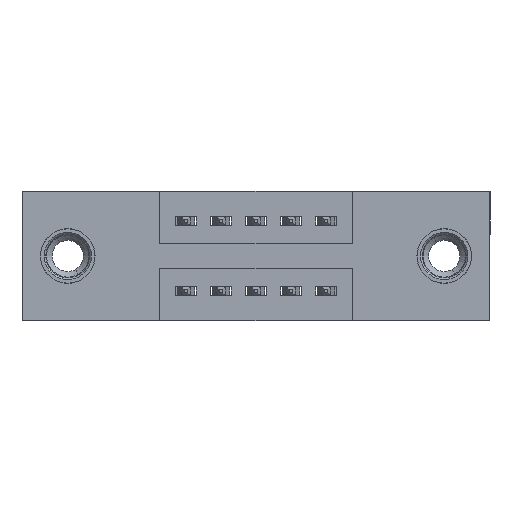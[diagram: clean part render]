
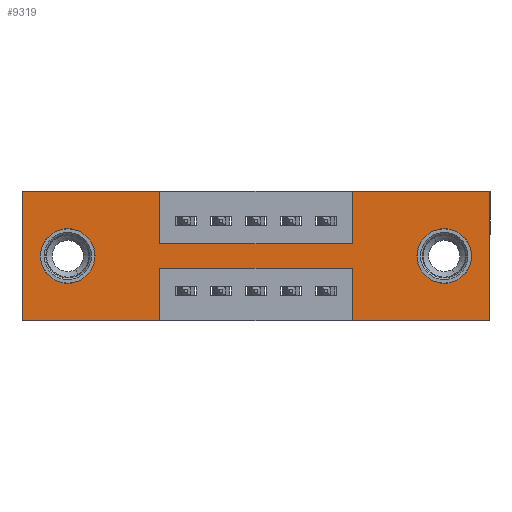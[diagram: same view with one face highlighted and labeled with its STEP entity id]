
A CAD part, front view. The second image highlights one B-rep face of the part: STEP entity #9319.
In plain terms, the highlighted planar face has unit normal (0, -1, 0).
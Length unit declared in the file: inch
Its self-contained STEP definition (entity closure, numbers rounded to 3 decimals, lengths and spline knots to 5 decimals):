
#30 = ORIENTED_EDGE ( 'NONE', *, *, #815, .F. ) ;
#55 = CARTESIAN_POINT ( 'NONE',  ( 0., 0., 0. ) ) ;
#125 = CIRCLE ( 'NONE', #10184, 0.078 ) ;
#311 = CARTESIAN_POINT ( 'NONE',  ( 0.3925, 0., -0.22 ) ) ;
#402 = EDGE_CURVE ( 'NONE', #2162, #7671, #6811, .T. ) ;
#519 = VECTOR ( 'NONE', #7166, 39.37008 ) ;
#527 = VECTOR ( 'NONE', #2787, 39.37008 ) ;
#579 = DIRECTION ( 'NONE',  ( 0., 0., 1. ) ) ;
#628 = ORIENTED_EDGE ( 'NONE', *, *, #4764, .F. ) ;
#659 = CIRCLE ( 'NONE', #1666, 0.078 ) ;
#762 = CARTESIAN_POINT ( 'NONE',  ( 0.13, 0., -0.185 ) ) ;
#799 = LINE ( 'NONE', #6033, #8846 ) ;
#815 = EDGE_CURVE ( 'NONE', #1500, #2162, #3603, .T. ) ;
#827 = DIRECTION ( 'NONE',  ( 0., 0., 1. ) ) ;
#944 = EDGE_LOOP ( 'NONE', ( #3609, #628, #3287, #6226, #6419, #3541, #10973, #5308, #30, #7718, #5238, #2653 ) ) ;
#951 = CARTESIAN_POINT ( 'NONE',  ( 0.3925, 0., -0.22 ) ) ;
#1260 = DIRECTION ( 'NONE',  ( 0., -1., 0. ) ) ;
#1420 = DIRECTION ( 'NONE',  ( 0., 0., -1. ) ) ;
#1458 = CARTESIAN_POINT ( 'NONE',  ( 1.205, 0., -0.107 ) ) ;
#1500 = VERTEX_POINT ( 'NONE', #4990 ) ;
#1611 = CARTESIAN_POINT ( 'NONE',  ( 0.3925, 0., -0.15 ) ) ;
#1666 = AXIS2_PLACEMENT_3D ( 'NONE', #4781, #8263, #579 ) ;
#1792 = CIRCLE ( 'NONE', #3299, 0.078 ) ;
#1882 = CARTESIAN_POINT ( 'NONE',  ( 1.205, 0., -0.185 ) ) ;
#1918 = DIRECTION ( 'NONE',  ( 1., 0., 0. ) ) ;
#1960 = VERTEX_POINT ( 'NONE', #10852 ) ;
#1998 = DIRECTION ( 'NONE',  ( 0., 0., 1. ) ) ;
#2027 = VERTEX_POINT ( 'NONE', #6656 ) ;
#2162 = VERTEX_POINT ( 'NONE', #10944 ) ;
#2400 = CARTESIAN_POINT ( 'NONE',  ( 1.205, 0., -0.263 ) ) ;
#2417 = EDGE_CURVE ( 'NONE', #5587, #1500, #11053, .T. ) ;
#2433 = VERTEX_POINT ( 'NONE', #3501 ) ;
#2477 = VECTOR ( 'NONE', #8633, 39.37008 ) ;
#2524 = LINE ( 'NONE', #9843, #6427 ) ;
#2626 = FACE_BOUND ( 'NONE', #8673, .T. ) ;
#2653 = ORIENTED_EDGE ( 'NONE', *, *, #6352, .F. ) ;
#2739 = DIRECTION ( 'NONE',  ( -1., 0., 0. ) ) ;
#2742 = CARTESIAN_POINT ( 'NONE',  ( 0., 0., -0.37 ) ) ;
#2787 = DIRECTION ( 'NONE',  ( -1., 0., 0. ) ) ;
#3094 = DIRECTION ( 'NONE',  ( 0., 0., -1. ) ) ;
#3129 = DIRECTION ( 'NONE',  ( 0., 0., -1. ) ) ;
#3138 = VERTEX_POINT ( 'NONE', #311 ) ;
#3209 = EDGE_CURVE ( 'NONE', #9003, #9065, #1792, .T. ) ;
#3287 = ORIENTED_EDGE ( 'NONE', *, *, #7321, .F. ) ;
#3299 = AXIS2_PLACEMENT_3D ( 'NONE', #7476, #10053, #1420 ) ;
#3501 = CARTESIAN_POINT ( 'NONE',  ( 0.9425, 0., -0.37 ) ) ;
#3541 = ORIENTED_EDGE ( 'NONE', *, *, #7731, .F. ) ;
#3603 = LINE ( 'NONE', #3667, #6413 ) ;
#3609 = ORIENTED_EDGE ( 'NONE', *, *, #9864, .F. ) ;
#3626 = LINE ( 'NONE', #2742, #527 ) ;
#3640 = VERTEX_POINT ( 'NONE', #7699 ) ;
#3667 = CARTESIAN_POINT ( 'NONE',  ( 0.3925, 0., 0. ) ) ;
#3858 = VERTEX_POINT ( 'NONE', #11046 ) ;
#3919 = AXIS2_PLACEMENT_3D ( 'NONE', #9818, #1260, #3094 ) ;
#4102 = DIRECTION ( 'NONE',  ( 0., 1., 0. ) ) ;
#4104 = FACE_OUTER_BOUND ( 'NONE', #944, .T. ) ;
#4160 = CARTESIAN_POINT ( 'NONE',  ( 0., 0., 0. ) ) ;
#4549 = VECTOR ( 'NONE', #10157, 39.37008 ) ;
#4735 = DIRECTION ( 'NONE',  ( 0., 0., 1. ) ) ;
#4764 = EDGE_CURVE ( 'NONE', #6170, #3138, #5917, .T. ) ;
#4781 = CARTESIAN_POINT ( 'NONE',  ( 0.13, 0., -0.185 ) ) ;
#4990 = CARTESIAN_POINT ( 'NONE',  ( 0.3925, 0., 0. ) ) ;
#5224 = CARTESIAN_POINT ( 'NONE',  ( 0.9425, 0., -0.22 ) ) ;
#5238 = ORIENTED_EDGE ( 'NONE', *, *, #6338, .F. ) ;
#5308 = ORIENTED_EDGE ( 'NONE', *, *, #402, .F. ) ;
#5330 = CARTESIAN_POINT ( 'NONE',  ( 0., 0., -0.37 ) ) ;
#5427 = VECTOR ( 'NONE', #1918, 39.37008 ) ;
#5475 = ORIENTED_EDGE ( 'NONE', *, *, #7279, .T. ) ;
#5587 = VERTEX_POINT ( 'NONE', #4160 ) ;
#5676 = VECTOR ( 'NONE', #3129, 39.37008 ) ;
#5729 = CARTESIAN_POINT ( 'NONE',  ( 1.335, 0., 0. ) ) ;
#5917 = LINE ( 'NONE', #951, #7257 ) ;
#5945 = VERTEX_POINT ( 'NONE', #5729 ) ;
#6033 = CARTESIAN_POINT ( 'NONE',  ( 0.9425, 0., -0.37 ) ) ;
#6170 = VERTEX_POINT ( 'NONE', #5224 ) ;
#6226 = ORIENTED_EDGE ( 'NONE', *, *, #8883, .F. ) ;
#6251 = LINE ( 'NONE', #5330, #7848 ) ;
#6338 = EDGE_CURVE ( 'NONE', #9800, #5587, #8730, .T. ) ;
#6352 = EDGE_CURVE ( 'NONE', #8789, #9800, #3626, .T. ) ;
#6413 = VECTOR ( 'NONE', #7052, 39.37008 ) ;
#6419 = ORIENTED_EDGE ( 'NONE', *, *, #10194, .F. ) ;
#6427 = VECTOR ( 'NONE', #4735, 39.37008 ) ;
#6591 = EDGE_CURVE ( 'NONE', #2027, #3640, #659, .T. ) ;
#6656 = CARTESIAN_POINT ( 'NONE',  ( 0.13, 0., -0.263 ) ) ;
#6752 = DIRECTION ( 'NONE',  ( 0., 0., 1. ) ) ;
#6811 = LINE ( 'NONE', #1611, #4549 ) ;
#6936 = CARTESIAN_POINT ( 'NONE',  ( 0., 0., -0.37 ) ) ;
#7052 = DIRECTION ( 'NONE',  ( 0., 0., -1. ) ) ;
#7076 = EDGE_LOOP ( 'NONE', ( #9499, #10641 ) ) ;
#7127 = CARTESIAN_POINT ( 'NONE',  ( 0., 0., 0. ) ) ;
#7135 = EDGE_CURVE ( 'NONE', #7671, #1960, #2524, .T. ) ;
#7144 = LINE ( 'NONE', #10755, #5676 ) ;
#7166 = DIRECTION ( 'NONE',  ( 1., 0., 0. ) ) ;
#7257 = VECTOR ( 'NONE', #2739, 39.37008 ) ;
#7279 = EDGE_CURVE ( 'NONE', #3640, #2027, #125, .T. ) ;
#7321 = EDGE_CURVE ( 'NONE', #2433, #6170, #799, .T. ) ;
#7423 = CARTESIAN_POINT ( 'NONE',  ( 0.9425, 0., -0.15 ) ) ;
#7476 = CARTESIAN_POINT ( 'NONE',  ( 1.205, 0., -0.185 ) ) ;
#7541 = CARTESIAN_POINT ( 'NONE',  ( 0.3925, 0., -0.37 ) ) ;
#7671 = VERTEX_POINT ( 'NONE', #7423 ) ;
#7699 = CARTESIAN_POINT ( 'NONE',  ( 0.13, 0., -0.107 ) ) ;
#7718 = ORIENTED_EDGE ( 'NONE', *, *, #2417, .F. ) ;
#7731 = EDGE_CURVE ( 'NONE', #1960, #5945, #10273, .T. ) ;
#7775 = ORIENTED_EDGE ( 'NONE', *, *, #6591, .T. ) ;
#7848 = VECTOR ( 'NONE', #10609, 39.37008 ) ;
#7940 = DIRECTION ( 'NONE',  ( 0., 1., 0. ) ) ;
#8140 = PLANE ( 'NONE',  #3919 ) ;
#8258 = EDGE_CURVE ( 'NONE', #9065, #9003, #8282, .T. ) ;
#8263 = DIRECTION ( 'NONE',  ( 0., 1., 0. ) ) ;
#8282 = CIRCLE ( 'NONE', #9485, 0.078 ) ;
#8633 = DIRECTION ( 'NONE',  ( 0., 0., -1. ) ) ;
#8673 = EDGE_LOOP ( 'NONE', ( #5475, #7775 ) ) ;
#8730 = LINE ( 'NONE', #7127, #10725 ) ;
#8789 = VERTEX_POINT ( 'NONE', #7541 ) ;
#8846 = VECTOR ( 'NONE', #827, 39.37008 ) ;
#8883 = EDGE_CURVE ( 'NONE', #3858, #2433, #6251, .T. ) ;
#9003 = VERTEX_POINT ( 'NONE', #2400 ) ;
#9065 = VERTEX_POINT ( 'NONE', #1458 ) ;
#9319 = ADVANCED_FACE ( 'NONE', ( #10519, #2626, #4104 ), #8140, .T. ) ;
#9422 = LINE ( 'NONE', #9480, #2477 ) ;
#9480 = CARTESIAN_POINT ( 'NONE',  ( 0.3925, 0., -0.37 ) ) ;
#9485 = AXIS2_PLACEMENT_3D ( 'NONE', #1882, #7940, #9732 ) ;
#9499 = ORIENTED_EDGE ( 'NONE', *, *, #8258, .T. ) ;
#9732 = DIRECTION ( 'NONE',  ( 0., 0., -1. ) ) ;
#9800 = VERTEX_POINT ( 'NONE', #6936 ) ;
#9818 = CARTESIAN_POINT ( 'NONE',  ( 0., 0., -0.37 ) ) ;
#9843 = CARTESIAN_POINT ( 'NONE',  ( 0.9425, 0., 0. ) ) ;
#9864 = EDGE_CURVE ( 'NONE', #3138, #8789, #9422, .T. ) ;
#10053 = DIRECTION ( 'NONE',  ( 0., 1., 0. ) ) ;
#10157 = DIRECTION ( 'NONE',  ( 1., 0., 0. ) ) ;
#10184 = AXIS2_PLACEMENT_3D ( 'NONE', #762, #4102, #6752 ) ;
#10194 = EDGE_CURVE ( 'NONE', #5945, #3858, #7144, .T. ) ;
#10273 = LINE ( 'NONE', #55, #519 ) ;
#10441 = CARTESIAN_POINT ( 'NONE',  ( 0., 0., 0. ) ) ;
#10519 = FACE_BOUND ( 'NONE', #7076, .T. ) ;
#10609 = DIRECTION ( 'NONE',  ( -1., 0., 0. ) ) ;
#10641 = ORIENTED_EDGE ( 'NONE', *, *, #3209, .T. ) ;
#10725 = VECTOR ( 'NONE', #1998, 39.37008 ) ;
#10755 = CARTESIAN_POINT ( 'NONE',  ( 1.335, 0., 0. ) ) ;
#10852 = CARTESIAN_POINT ( 'NONE',  ( 0.9425, 0., 0. ) ) ;
#10944 = CARTESIAN_POINT ( 'NONE',  ( 0.3925, 0., -0.15 ) ) ;
#10973 = ORIENTED_EDGE ( 'NONE', *, *, #7135, .F. ) ;
#11046 = CARTESIAN_POINT ( 'NONE',  ( 1.335, 0., -0.37 ) ) ;
#11053 = LINE ( 'NONE', #10441, #5427 ) ;
